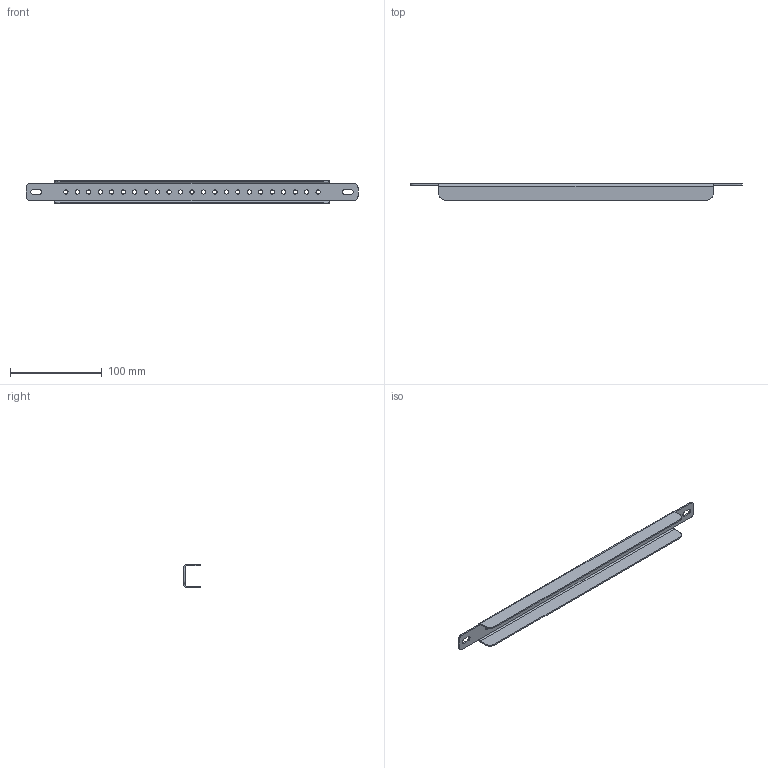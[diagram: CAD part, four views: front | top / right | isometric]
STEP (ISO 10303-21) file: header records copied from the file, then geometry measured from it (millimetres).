
FILE_DESCRIPTION (( 'STEP AP214' ), '1' );
FILE_NAME ('997.143.STEP', '2024-08-23T10:11:29', ( '' ), ( '' ), 'SwSTEP 2.0', 'SolidWorks 2021', '' );
FILE_SCHEMA (( 'AUTOMOTIVE_DESIGN' ));
Length unit declared in the file: millimetre
Products named in the file (1): 997.143
Bounding box: 362 x 18 x 25 mm (x, y, z)
Volume: 26098.9 mm3; surface area: 36609.2 mm2
Topology: 1 solids, 1 shells, 86 faces, 240 edges, 156 vertices
Faces by surface type: cylinder 62, plane 24
Entity records: 2946 total; most frequent: DIRECTION 538, CARTESIAN_POINT 483, ORIENTED_EDGE 480, EDGE_CURVE 240, AXIS2_PLACEMENT_3D 211, VERTEX_POINT 156, EDGE_LOOP 136, CIRCLE 124
